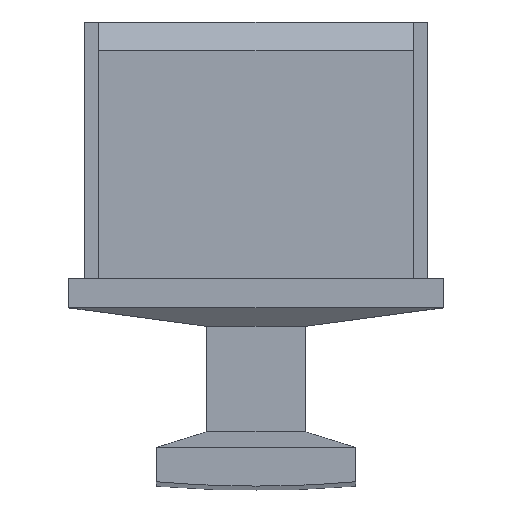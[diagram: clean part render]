
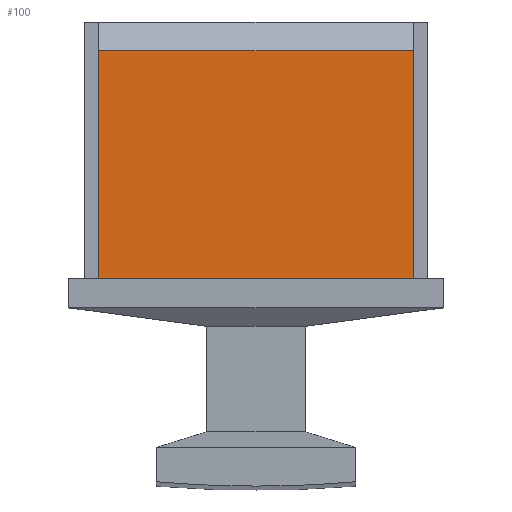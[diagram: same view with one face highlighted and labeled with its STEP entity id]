
A CAD part, top view. The second image highlights one B-rep face of the part: STEP entity #100.
In plain terms, the highlighted planar face has unit normal (0, 0, 1).
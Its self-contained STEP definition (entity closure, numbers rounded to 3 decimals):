
#100 = ADVANCED_FACE( '', ( #221 ), #222, .F. );
#221 = FACE_OUTER_BOUND( '', #365, .T. );
#222 = PLANE( '', #366 );
#365 = EDGE_LOOP( '', ( #585, #586, #587, #588 ) );
#366 = AXIS2_PLACEMENT_3D( '', #589, #590, #591 );
#585 = ORIENTED_EDGE( '', *, *, #855, .F. );
#586 = ORIENTED_EDGE( '', *, *, #898, .T. );
#587 = ORIENTED_EDGE( '', *, *, #899, .T. );
#588 = ORIENTED_EDGE( '', *, *, #900, .T. );
#589 = CARTESIAN_POINT( '', ( -5.5, 25.626, -0.25 ) );
#590 = DIRECTION( '', ( 0., 0., -1. ) );
#591 = DIRECTION( '', ( -1., 0., 0. ) );
#855 = EDGE_CURVE( '', #1019, #1021, #1022, .T. );
#898 = EDGE_CURVE( '', #1019, #1084, #1085, .T. );
#899 = EDGE_CURVE( '', #1084, #1086, #1087, .T. );
#900 = EDGE_CURVE( '', #1086, #1021, #1088, .T. );
#1019 = VERTEX_POINT( '', #1243 );
#1021 = VERTEX_POINT( '', #1246 );
#1022 = LINE( '', #1247, #1248 );
#1084 = VERTEX_POINT( '', #1339 );
#1085 = LINE( '', #1340, #1341 );
#1086 = VERTEX_POINT( '', #1342 );
#1087 = LINE( '', #1343, #1344 );
#1088 = LINE( '', #1345, #1346 );
#1243 = CARTESIAN_POINT( '', ( 5.5, 11.5, -0.25 ) );
#1246 = CARTESIAN_POINT( '', ( 5.5, 3.5, -0.25 ) );
#1247 = CARTESIAN_POINT( '', ( 5.5, 25.626, -0.25 ) );
#1248 = VECTOR( '', #1485, 1000. );
#1339 = CARTESIAN_POINT( '', ( -5.5, 11.5, -0.25 ) );
#1340 = CARTESIAN_POINT( '', ( -5.5, 11.5, -0.25 ) );
#1341 = VECTOR( '', #1521, 1000. );
#1342 = CARTESIAN_POINT( '', ( -5.5, 3.5, -0.25 ) );
#1343 = CARTESIAN_POINT( '', ( -5.5, 25.626, -0.25 ) );
#1344 = VECTOR( '', #1522, 1000. );
#1345 = CARTESIAN_POINT( '', ( -5.5, 3.5, -0.25 ) );
#1346 = VECTOR( '', #1523, 1000. );
#1485 = DIRECTION( '', ( 0., -1., 0. ) );
#1521 = DIRECTION( '', ( -1., 0., 0. ) );
#1522 = DIRECTION( '', ( 0., -1., 0. ) );
#1523 = DIRECTION( '', ( 1., 0., 0. ) );
